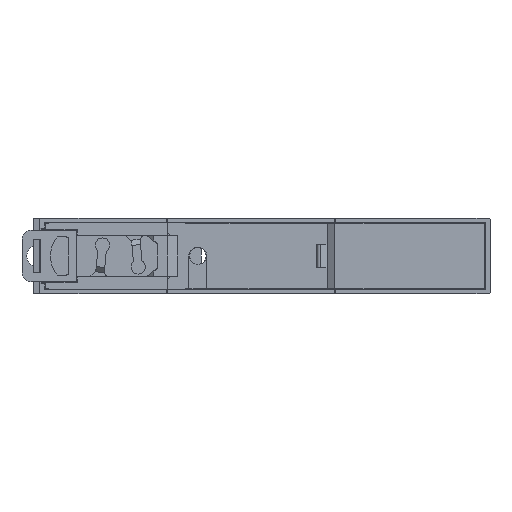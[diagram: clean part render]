
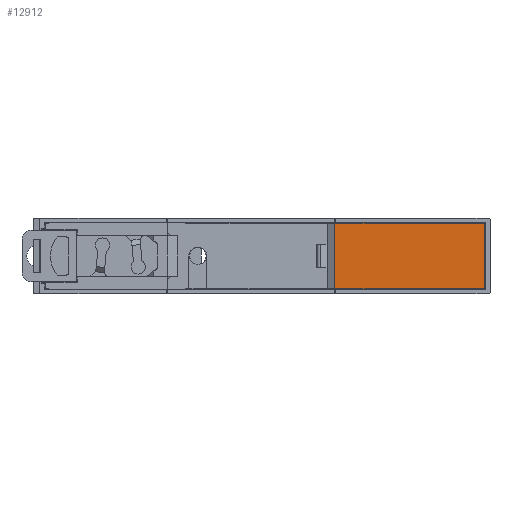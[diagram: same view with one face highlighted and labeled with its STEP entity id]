
A CAD part, front view. The second image highlights one B-rep face of the part: STEP entity #12912.
In plain terms, the highlighted planar face has unit normal (0, -1, 0).
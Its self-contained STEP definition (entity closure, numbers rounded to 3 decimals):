
#12912=ADVANCED_FACE('',(#16661),#14725,.T.);
#14725=PLANE('',#54927);
#16661=FACE_OUTER_BOUND('',#18907,.T.);
#18907=EDGE_LOOP('',(#28554,#28555,#28556,#28557));
#28554=ORIENTED_EDGE('',*,*,#40922,.F.);
#28555=ORIENTED_EDGE('',*,*,#40697,.F.);
#28556=ORIENTED_EDGE('',*,*,#40923,.T.);
#28557=ORIENTED_EDGE('',*,*,#40924,.T.);
#35117=VERTEX_POINT('',#76733);
#35118=VERTEX_POINT('',#76735);
#35259=VERTEX_POINT('',#77174);
#35260=VERTEX_POINT('',#77176);
#40697=EDGE_CURVE('',#35117,#35118,#46186,.T.);
#40922=EDGE_CURVE('',#35118,#35259,#46406,.T.);
#40923=EDGE_CURVE('',#35117,#35260,#46407,.T.);
#40924=EDGE_CURVE('',#35260,#35259,#46408,.T.);
#46186=LINE('',#76734,#51388);
#46406=LINE('',#77173,#51608);
#46407=LINE('',#77175,#51609);
#46408=LINE('',#77177,#51610);
#51388=VECTOR('',#64142,1.);
#51608=VECTOR('',#64518,1.);
#51609=VECTOR('',#64519,1.);
#51610=VECTOR('',#64520,1.);
#54927=AXIS2_PLACEMENT_3D('',#77178,#64521,#64522);
#64142=DIRECTION('',(0.,0.,-1.));
#64518=DIRECTION('',(-1.,0.,0.));
#64519=DIRECTION('',(-1.,0.,0.));
#64520=DIRECTION('',(0.,0.,-1.));
#64521=DIRECTION('',(0.,-1.,0.));
#64522=DIRECTION('',(0.,0.,-1.));
#76733=CARTESIAN_POINT('',(52.921,-33.4,6.95));
#76734=CARTESIAN_POINT('',(52.921,-33.4,0.));
#76735=CARTESIAN_POINT('',(52.921,-33.4,-6.95));
#77173=CARTESIAN_POINT('',(41.805,-33.4,-6.95));
#77174=CARTESIAN_POINT('',(21.306,-33.4,-6.95));
#77175=CARTESIAN_POINT('',(33.51,-33.4,6.95));
#77176=CARTESIAN_POINT('',(21.306,-33.4,6.95));
#77177=CARTESIAN_POINT('',(21.306,-33.4,-6.7));
#77178=CARTESIAN_POINT('',(41.805,-33.4,0.));
